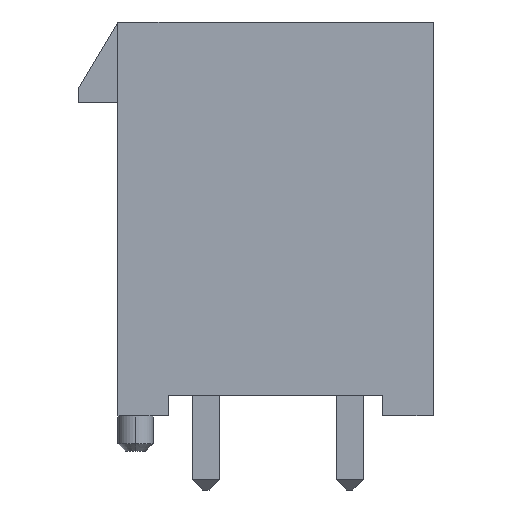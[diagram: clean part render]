
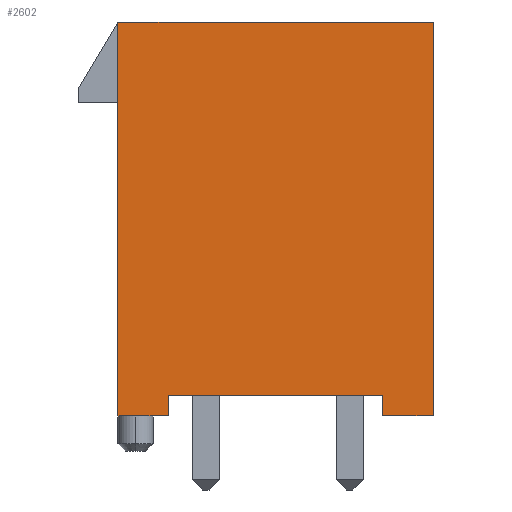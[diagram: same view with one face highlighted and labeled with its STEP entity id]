
A CAD part, left-side view. The second image highlights one B-rep face of the part: STEP entity #2602.
In plain terms, the highlighted planar face has unit normal (-1, 0, 0).
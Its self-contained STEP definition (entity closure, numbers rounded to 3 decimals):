
#17=DIRECTION('',(0.,-1.,0.));
#18=VECTOR('',#17,12.48);
#19=CARTESIAN_POINT('',(-6.025,6.24,0.));
#20=LINE('',#19,#18);
#121=DIRECTION('',(0.,0.,-1.));
#122=VECTOR('',#121,15.6);
#123=CARTESIAN_POINT('',(-6.025,6.24,0.));
#124=LINE('',#123,#122);
#241=DIRECTION('',(0.,1.,0.));
#242=VECTOR('',#241,2.);
#243=CARTESIAN_POINT('',(-6.025,-6.24,-15.6));
#244=LINE('',#243,#242);
#278=DIRECTION('',(0.,1.,0.));
#279=VECTOR('',#278,0.7);
#280=CARTESIAN_POINT('',(-6.025,5.54,-15.6));
#281=LINE('',#280,#279);
#292=DIRECTION('',(0.,1.,0.));
#293=VECTOR('',#292,1.3);
#294=CARTESIAN_POINT('',(-6.025,4.24,-15.6));
#295=LINE('',#294,#293);
#336=DIRECTION('',(0.,-1.,0.));
#337=VECTOR('',#336,8.48);
#338=CARTESIAN_POINT('',(-6.025,4.24,-14.8));
#339=LINE('',#338,#337);
#480=DIRECTION('',(0.,0.,-1.));
#481=VECTOR('',#480,0.8);
#482=CARTESIAN_POINT('',(-6.025,4.24,-14.8));
#483=LINE('',#482,#481);
#492=DIRECTION('',(0.,0.,1.));
#493=VECTOR('',#492,15.6);
#494=CARTESIAN_POINT('',(-6.025,-6.24,-15.6));
#495=LINE('',#494,#493);
#676=DIRECTION('',(0.,0.,-1.));
#677=VECTOR('',#676,0.8);
#678=CARTESIAN_POINT('',(-6.025,-4.24,-14.8));
#679=LINE('',#678,#677);
#1640=CARTESIAN_POINT('',(-6.025,6.24,0.));
#1641=CARTESIAN_POINT('',(-6.025,-6.24,0.));
#1642=VERTEX_POINT('',#1640);
#1643=VERTEX_POINT('',#1641);
#1716=CARTESIAN_POINT('',(-6.025,4.24,-15.6));
#1717=VERTEX_POINT('',#1716);
#1731=CARTESIAN_POINT('',(-6.025,-6.24,-15.6));
#1733=VERTEX_POINT('',#1731);
#1734=CARTESIAN_POINT('',(-6.025,-4.24,-15.6));
#1735=VERTEX_POINT('',#1734);
#1762=CARTESIAN_POINT('',(-6.025,4.24,-14.8));
#1763=VERTEX_POINT('',#1762);
#1774=CARTESIAN_POINT('',(-6.025,-4.24,-14.8));
#1776=VERTEX_POINT('',#1774);
#1794=CARTESIAN_POINT('',(-6.025,6.24,-15.6));
#1795=VERTEX_POINT('',#1794);
#1796=CARTESIAN_POINT('',(-6.025,5.54,-15.6));
#1798=VERTEX_POINT('',#1796);
#2584=CARTESIAN_POINT('',(-6.025,6.24,0.));
#2585=DIRECTION('',(-1.,0.,0.));
#2586=DIRECTION('',(0.,-1.,0.));
#2587=AXIS2_PLACEMENT_3D('',#2584,#2585,#2586);
#2588=PLANE('',#2587);
#2589=ORIENTED_EDGE('',*,*,#2418,.T.);
#2590=ORIENTED_EDGE('',*,*,#2404,.T.);
#2591=ORIENTED_EDGE('',*,*,#2284,.F.);
#2592=ORIENTED_EDGE('',*,*,#2171,.T.);
#2594=ORIENTED_EDGE('',*,*,#2593,.F.);
#2595=ORIENTED_EDGE('',*,*,#2371,.T.);
#2597=ORIENTED_EDGE('',*,*,#2596,.F.);
#2598=ORIENTED_EDGE('',*,*,#2459,.F.);
#2599=ORIENTED_EDGE('',*,*,#2579,.T.);
#2600=EDGE_LOOP('',(#2589,#2590,#2591,#2592,#2594,#2595,#2597,#2598,#2599));
#2601=FACE_OUTER_BOUND('',#2600,.F.);
#2602=ADVANCED_FACE('',(#2601),#2588,.T.);
#2171=EDGE_CURVE('',#1642,#1643,#20,.T.);
#2284=EDGE_CURVE('',#1642,#1795,#124,.T.);
#2371=EDGE_CURVE('',#1733,#1735,#244,.T.);
#2404=EDGE_CURVE('',#1798,#1795,#281,.T.);
#2418=EDGE_CURVE('',#1717,#1798,#295,.T.);
#2459=EDGE_CURVE('',#1763,#1776,#339,.T.);
#2579=EDGE_CURVE('',#1763,#1717,#483,.T.);
#2593=EDGE_CURVE('',#1733,#1643,#495,.T.);
#2596=EDGE_CURVE('',#1776,#1735,#679,.T.);
